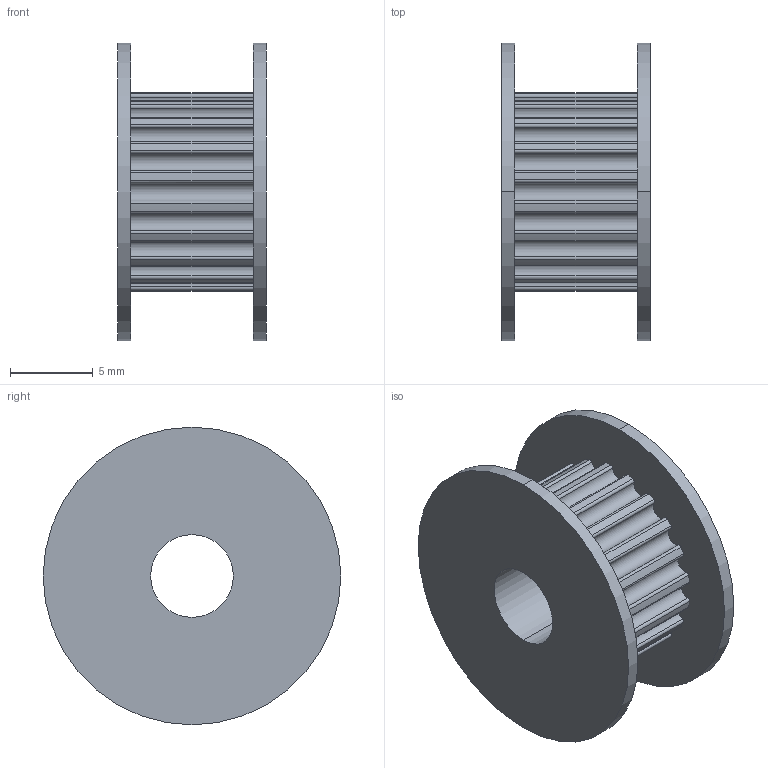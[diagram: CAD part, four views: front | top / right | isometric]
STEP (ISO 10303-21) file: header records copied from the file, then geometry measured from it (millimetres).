
FILE_DESCRIPTION((''),'2;1');
FILE_NAME('GT2_20T_WHEEL_PULLEY_MIR2','2023-02-15T17:17:44',('matteo.grassi'),(''),'CREO PARAMETRIC BY PTC INC, 2018020','CREO PARAMETRIC BY PTC INC, 2018020','');
FILE_SCHEMA(('AUTOMOTIVE_DESIGN { 1 0 10303 214 1 1 1 1 }'));
Length unit declared in the file: millimetre
Products named in the file (1): GT2_20T_WHEEL_PULLEY_MIR2
Bounding box: 9 x 18 x 18 mm (x, y, z)
Volume: 978.8 mm3; surface area: 1408.3 mm2
Topology: 1 solids, 1 shells, 90 faces, 334 edges, 248 vertices
Faces by surface type: cylinder 86, plane 4
Entity records: 5017 total; most frequent: DIRECTION 748, CARTESIAN_POINT 727, ORIENTED_EDGE 668, PRESENTATION_STYLE_ASSIGNMENT 335, STYLED_ITEM 335, CURVE_STYLE 334, EDGE_CURVE 334, AXIS2_PLACEMENT_3D 331
